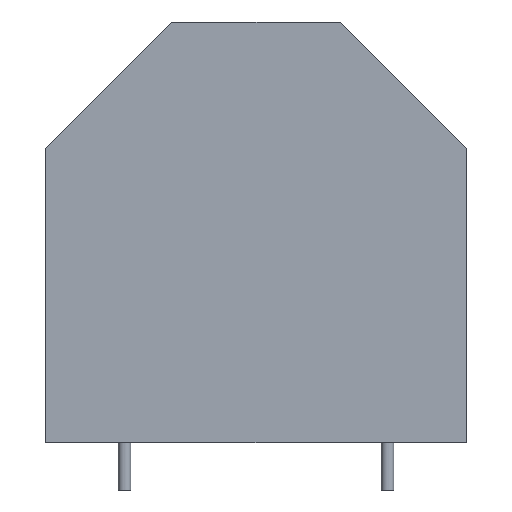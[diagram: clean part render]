
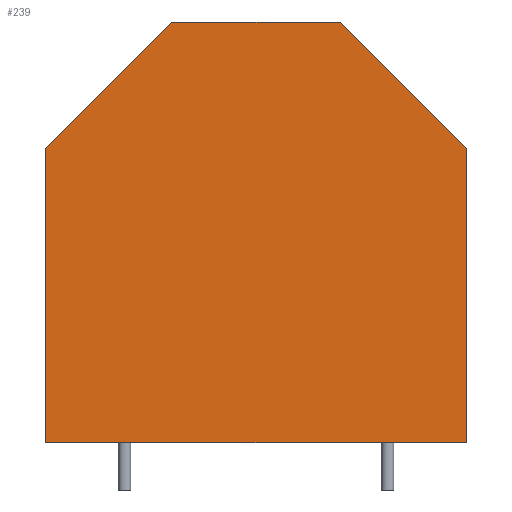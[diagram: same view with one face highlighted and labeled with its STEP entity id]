
A CAD part, left-side view. The second image highlights one B-rep face of the part: STEP entity #239.
In plain terms, the highlighted planar face has unit normal (-1, 0, 0).
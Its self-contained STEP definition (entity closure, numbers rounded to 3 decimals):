
#45=FACE_OUTER_BOUND('',#65,.T.);
#65=EDGE_LOOP('',(#177,#178,#179,#180,#181,#182));
#87=LINE('',#371,#105);
#91=LINE('',#379,#109);
#94=LINE('',#385,#112);
#95=LINE('',#387,#113);
#96=LINE('',#389,#114);
#97=LINE('',#390,#115);
#105=VECTOR('',#295,16.971);
#109=VECTOR('',#301,16.);
#112=VECTOR('',#306,28.);
#113=VECTOR('',#307,40.);
#114=VECTOR('',#308,28.);
#115=VECTOR('',#309,16.971);
#123=VERTEX_POINT('',#369);
#124=VERTEX_POINT('',#370);
#127=VERTEX_POINT('',#378);
#129=VERTEX_POINT('',#384);
#130=VERTEX_POINT('',#386);
#131=VERTEX_POINT('',#388);
#143=EDGE_CURVE('',#123,#124,#87,.T.);
#147=EDGE_CURVE('',#124,#127,#91,.T.);
#150=EDGE_CURVE('',#129,#123,#94,.T.);
#151=EDGE_CURVE('',#130,#129,#95,.T.);
#152=EDGE_CURVE('',#130,#131,#96,.T.);
#153=EDGE_CURVE('',#127,#131,#97,.T.);
#177=ORIENTED_EDGE('',*,*,#143,.F.);
#178=ORIENTED_EDGE('',*,*,#150,.F.);
#179=ORIENTED_EDGE('',*,*,#151,.F.);
#180=ORIENTED_EDGE('',*,*,#152,.T.);
#181=ORIENTED_EDGE('',*,*,#153,.F.);
#182=ORIENTED_EDGE('',*,*,#147,.F.);
#223=PLANE('',#265);
#239=ADVANCED_FACE('',(#45),#223,.T.);
#265=AXIS2_PLACEMENT_3D('',#383,#304,#305);
#295=DIRECTION('',(0.,-0.707,0.707));
#301=DIRECTION('',(0.,-1.,0.));
#304=DIRECTION('center_axis',(-1.,0.,0.));
#305=DIRECTION('ref_axis',(0.,-1.,0.));
#306=DIRECTION('',(0.,0.,1.));
#307=DIRECTION('',(0.,1.,0.));
#308=DIRECTION('',(0.,0.,1.));
#309=DIRECTION('',(0.,-0.707,-0.707));
#369=CARTESIAN_POINT('',(-18.,20.,28.));
#370=CARTESIAN_POINT('',(-18.,8.,40.));
#371=CARTESIAN_POINT('',(-18.,24.,24.));
#378=CARTESIAN_POINT('',(-18.,-8.,40.));
#379=CARTESIAN_POINT('',(-18.,-20.,40.));
#383=CARTESIAN_POINT('Origin',(-18.,20.,0.));
#384=CARTESIAN_POINT('',(-18.,20.,0.));
#385=CARTESIAN_POINT('',(-18.,20.,0.));
#386=CARTESIAN_POINT('',(-18.,-20.,0.));
#387=CARTESIAN_POINT('',(-18.,-20.,0.));
#388=CARTESIAN_POINT('',(-18.,-20.,28.));
#389=CARTESIAN_POINT('',(-18.,-20.,0.));
#390=CARTESIAN_POINT('',(-18.,-14.,34.));
